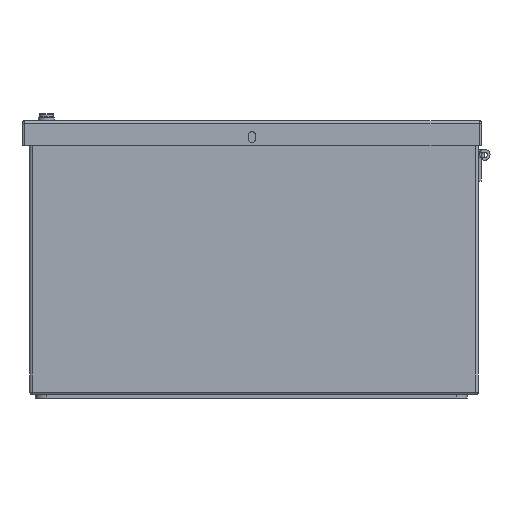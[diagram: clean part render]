
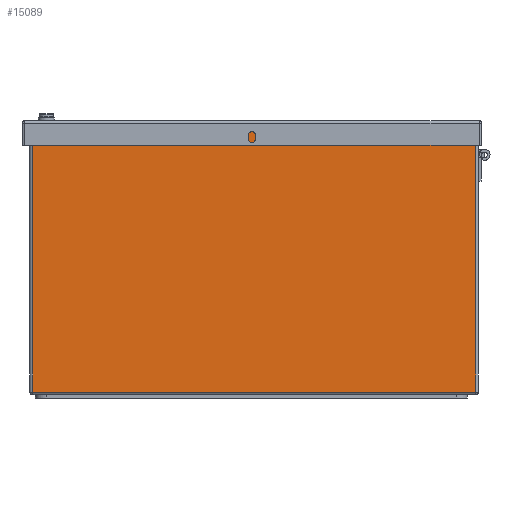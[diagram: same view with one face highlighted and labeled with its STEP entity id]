
A CAD part, left-side view. The second image highlights one B-rep face of the part: STEP entity #15089.
In plain terms, the highlighted planar face has unit normal (-1, 0, 0).
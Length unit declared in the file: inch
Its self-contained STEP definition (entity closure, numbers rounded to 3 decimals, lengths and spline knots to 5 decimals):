
#275 = CARTESIAN_POINT ( 'NONE',  ( 0., 10., 0.06 ) ) ;
#991 = VERTEX_POINT ( 'NONE', #15210 ) ;
#1906 = EDGE_CURVE ( 'NONE', #17851, #4152, #6464, .T. ) ;
#2318 = VERTEX_POINT ( 'NONE', #14579 ) ;
#2837 = LINE ( 'NONE', #12630, #24459 ) ;
#4152 = VERTEX_POINT ( 'NONE', #28707 ) ;
#4640 = DIRECTION ( 'NONE',  ( 0., -1., 0. ) ) ;
#4873 = CARTESIAN_POINT ( 'NONE',  ( 0., 9.94, 5.94 ) ) ;
#6464 = LINE ( 'NONE', #16559, #18236 ) ;
#6574 = ORIENTED_EDGE ( 'NONE', *, *, #28993, .T. ) ;
#7669 = EDGE_CURVE ( 'NONE', #4152, #2318, #27121, .T. ) ;
#9598 = AXIS2_PLACEMENT_3D ( 'NONE', #23524, #20954, #26101 ) ;
#11160 = PLANE ( 'NONE',  #9598 ) ;
#12630 = CARTESIAN_POINT ( 'NONE',  ( 0., -0.0652, 6. ) ) ;
#12873 = DIRECTION ( 'NONE',  ( 0., 1., 0. ) ) ;
#13572 = DIRECTION ( 'NONE',  ( 0., 0., 1. ) ) ;
#13741 = FACE_OUTER_BOUND ( 'NONE', #29418, .T. ) ;
#14579 = CARTESIAN_POINT ( 'NONE',  ( 0., -0.0652, 0.06 ) ) ;
#14861 = EDGE_CURVE ( 'NONE', #2318, #991, #2837, .T. ) ;
#15089 = ADVANCED_FACE ( 'NONE', ( #13741 ), #11160, .F. ) ;
#15210 = CARTESIAN_POINT ( 'NONE',  ( 0., -0.0652, 5.94 ) ) ;
#16559 = CARTESIAN_POINT ( 'NONE',  ( 0., 9.94, 0. ) ) ;
#17476 = VECTOR ( 'NONE', #12873, 39.37008 ) ;
#17689 = ORIENTED_EDGE ( 'NONE', *, *, #1906, .T. ) ;
#17851 = VERTEX_POINT ( 'NONE', #4873 ) ;
#18236 = VECTOR ( 'NONE', #28635, 39.37008 ) ;
#19654 = ORIENTED_EDGE ( 'NONE', *, *, #14861, .T. ) ;
#20954 = DIRECTION ( 'NONE',  ( 1., 0., 0. ) ) ;
#20987 = ORIENTED_EDGE ( 'NONE', *, *, #7669, .T. ) ;
#22667 = LINE ( 'NONE', #29437, #17476 ) ;
#23524 = CARTESIAN_POINT ( 'NONE',  ( 0., 10., 6. ) ) ;
#24175 = VECTOR ( 'NONE', #4640, 39.37008 ) ;
#24459 = VECTOR ( 'NONE', #13572, 39.37008 ) ;
#26101 = DIRECTION ( 'NONE',  ( 0., 1., 0. ) ) ;
#27121 = LINE ( 'NONE', #275, #24175 ) ;
#28635 = DIRECTION ( 'NONE',  ( 0., 0., -1. ) ) ;
#28707 = CARTESIAN_POINT ( 'NONE',  ( 0., 9.94, 0.06 ) ) ;
#28993 = EDGE_CURVE ( 'NONE', #991, #17851, #22667, .T. ) ;
#29418 = EDGE_LOOP ( 'NONE', ( #20987, #19654, #6574, #17689 ) ) ;
#29437 = CARTESIAN_POINT ( 'NONE',  ( 0., 10., 5.94 ) ) ;
